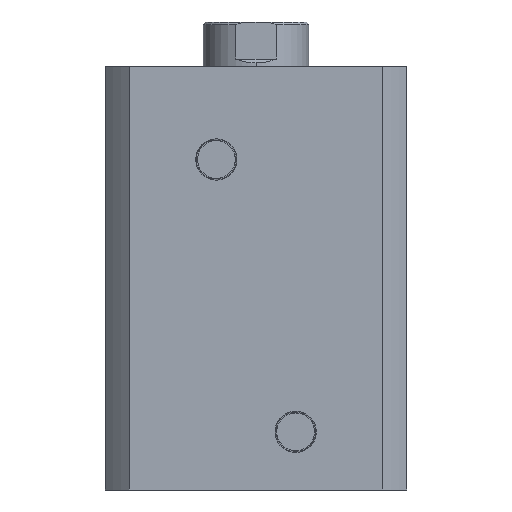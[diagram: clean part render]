
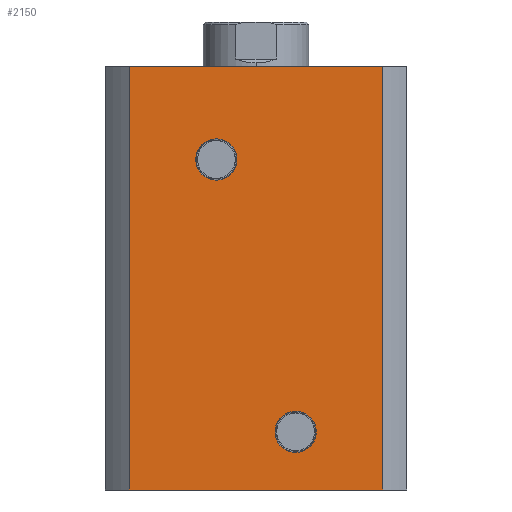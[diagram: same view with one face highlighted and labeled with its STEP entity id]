
A CAD part, left-side view. The second image highlights one B-rep face of the part: STEP entity #2150.
In plain terms, the highlighted planar face has unit normal (-1, 0, 0).
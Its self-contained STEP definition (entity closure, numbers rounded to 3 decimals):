
#141 = ORIENTED_EDGE ( 'NONE', *, *, #1268, .F. ) ;
#142 = ORIENTED_EDGE ( 'NONE', *, *, #1128, .F. ) ;
#143 = ORIENTED_EDGE ( 'NONE', *, *, #1269, .F. ) ;
#144 = ORIENTED_EDGE ( 'NONE', *, *, #1136, .F. ) ;
#145 = ORIENTED_EDGE ( 'NONE', *, *, #1270, .T. ) ;
#146 = ORIENTED_EDGE ( 'NONE', *, *, #1271, .F. ) ;
#151 = ORIENTED_EDGE ( 'NONE', *, *, #1272, .F. ) ;
#152 = ORIENTED_EDGE ( 'NONE', *, *, #1266, .T. ) ;
#179 = AXIS2_PLACEMENT_3D ( 'NONE', #1423, #1424, #1425 ) ;
#269 = AXIS2_PLACEMENT_3D ( 'NONE', #1418, #1419, #1420 ) ;
#643 = CARTESIAN_POINT ( 'NONE',  ( -57., -47.971, 160. ) ) ;
#645 = CARTESIAN_POINT ( 'NONE',  ( -57., -47.971, 0. ) ) ;
#647 = CARTESIAN_POINT ( 'NONE',  ( -57., 47.971, 0. ) ) ;
#728 = CARTESIAN_POINT ( 'NONE',  ( -57., 47.971, 160. ) ) ;
#783 = CARTESIAN_POINT ( 'NONE',  ( -57., 15., 132.797 ) ) ;
#786 = CARTESIAN_POINT ( 'NONE',  ( -57., -15., 29.797 ) ) ;
#790 = CARTESIAN_POINT ( 'NONE',  ( -57., -15., 14.203 ) ) ;
#791 = CARTESIAN_POINT ( 'NONE',  ( -57., 15., 117.203 ) ) ;
#932 = DIRECTION ( 'NONE',  ( -1., 0., 0. ) ) ;
#938 = CARTESIAN_POINT ( 'NONE',  ( -57., -15., 22. ) ) ;
#991 = DIRECTION ( 'NONE',  ( 0., 0., 1. ) ) ;
#1039 = DIRECTION ( 'NONE',  ( 0., 0., 1. ) ) ;
#1040 = DIRECTION ( 'NONE',  ( -1., 0., 0. ) ) ;
#1041 = CARTESIAN_POINT ( 'NONE',  ( -57., 15., 125. ) ) ;
#1107 = AXIS2_PLACEMENT_3D ( 'NONE', #1041, #1040, #1039 ) ;
#1111 = AXIS2_PLACEMENT_3D ( 'NONE', #938, #932, #991 ) ;
#1128 = EDGE_CURVE ( 'NONE', #3667, #3663, #2425, .T. ) ;
#1136 = EDGE_CURVE ( 'NONE', #3668, #3660, #2437, .T. ) ;
#1266 = EDGE_CURVE ( 'NONE', #3530, #2393, #2654, .T. ) ;
#1268 = EDGE_CURVE ( 'NONE', #3663, #3667, #2657, .T. ) ;
#1269 = EDGE_CURVE ( 'NONE', #3660, #3668, #2658, .T. ) ;
#1270 = EDGE_CURVE ( 'NONE', #2393, #2391, #2659, .T. ) ;
#1271 = EDGE_CURVE ( 'NONE', #2389, #2391, #2660, .T. ) ;
#1272 = EDGE_CURVE ( 'NONE', #3530, #2389, #2655, .T. ) ;
#1401 = DIRECTION ( 'NONE',  ( 0., 0., -1. ) ) ;
#1407 = CARTESIAN_POINT ( 'NONE',  ( -57., 47.971, 160. ) ) ;
#1416 = CARTESIAN_POINT ( 'NONE',  ( -57., 0., 0. ) ) ;
#1417 = DIRECTION ( 'NONE',  ( 0., -1., 0. ) ) ;
#1418 = CARTESIAN_POINT ( 'NONE',  ( -57., -15., 22. ) ) ;
#1419 = DIRECTION ( 'NONE',  ( -1., 0., 0. ) ) ;
#1420 = DIRECTION ( 'NONE',  ( 0., 0., 1. ) ) ;
#1422 = CARTESIAN_POINT ( 'NONE',  ( -57., 0., 160. ) ) ;
#1423 = CARTESIAN_POINT ( 'NONE',  ( -57., 15., 125. ) ) ;
#1424 = DIRECTION ( 'NONE',  ( -1., 0., 0. ) ) ;
#1425 = DIRECTION ( 'NONE',  ( 0., 0., 1. ) ) ;
#1426 = CARTESIAN_POINT ( 'NONE',  ( -57., -47.971, 160. ) ) ;
#1428 = DIRECTION ( 'NONE',  ( 0., 0., -1. ) ) ;
#1429 = DIRECTION ( 'NONE',  ( 0., -1., 0. ) ) ;
#1768 = DIRECTION ( 'NONE',  ( 1., 0., 0. ) ) ;
#1773 = CARTESIAN_POINT ( 'NONE',  ( -57., 0., 160. ) ) ;
#1775 = PLANE ( 'NONE',  #2338 ) ;
#1777 = DIRECTION ( 'NONE',  ( 0., 1., 0. ) ) ;
#1964 = EDGE_LOOP ( 'NONE', ( #145, #146, #151, #152 ) ) ;
#2037 = EDGE_LOOP ( 'NONE', ( #143, #144 ) ) ;
#2042 = EDGE_LOOP ( 'NONE', ( #141, #142 ) ) ;
#2150 = ADVANCED_FACE ( 'NONE', ( #2867, #2870, #2854 ), #1775, .F. ) ;
#2338 = AXIS2_PLACEMENT_3D ( 'NONE', #1773, #1768, #1777 ) ;
#2389 = VERTEX_POINT ( 'NONE', #643 ) ;
#2391 = VERTEX_POINT ( 'NONE', #645 ) ;
#2393 = VERTEX_POINT ( 'NONE', #647 ) ;
#2425 = CIRCLE ( 'NONE', #1111, 7.797 ) ;
#2437 = CIRCLE ( 'NONE', #1107, 7.797 ) ;
#2654 = LINE ( 'NONE', #1407, #2656 ) ;
#2655 = LINE ( 'NONE', #1422, #2665 ) ;
#2656 = VECTOR ( 'NONE', #1401, 1000. ) ;
#2657 = CIRCLE ( 'NONE', #269, 7.797 ) ;
#2658 = CIRCLE ( 'NONE', #179, 7.797 ) ;
#2659 = LINE ( 'NONE', #1416, #2661 ) ;
#2660 = LINE ( 'NONE', #1426, #2663 ) ;
#2661 = VECTOR ( 'NONE', #1417, 1000. ) ;
#2663 = VECTOR ( 'NONE', #1428, 1000. ) ;
#2665 = VECTOR ( 'NONE', #1429, 1000. ) ;
#2854 = FACE_OUTER_BOUND ( 'NONE', #1964, .T. ) ;
#2867 = FACE_BOUND ( 'NONE', #2042, .T. ) ;
#2870 = FACE_BOUND ( 'NONE', #2037, .T. ) ;
#3530 = VERTEX_POINT ( 'NONE', #728 ) ;
#3660 = VERTEX_POINT ( 'NONE', #783 ) ;
#3663 = VERTEX_POINT ( 'NONE', #786 ) ;
#3667 = VERTEX_POINT ( 'NONE', #790 ) ;
#3668 = VERTEX_POINT ( 'NONE', #791 ) ;
